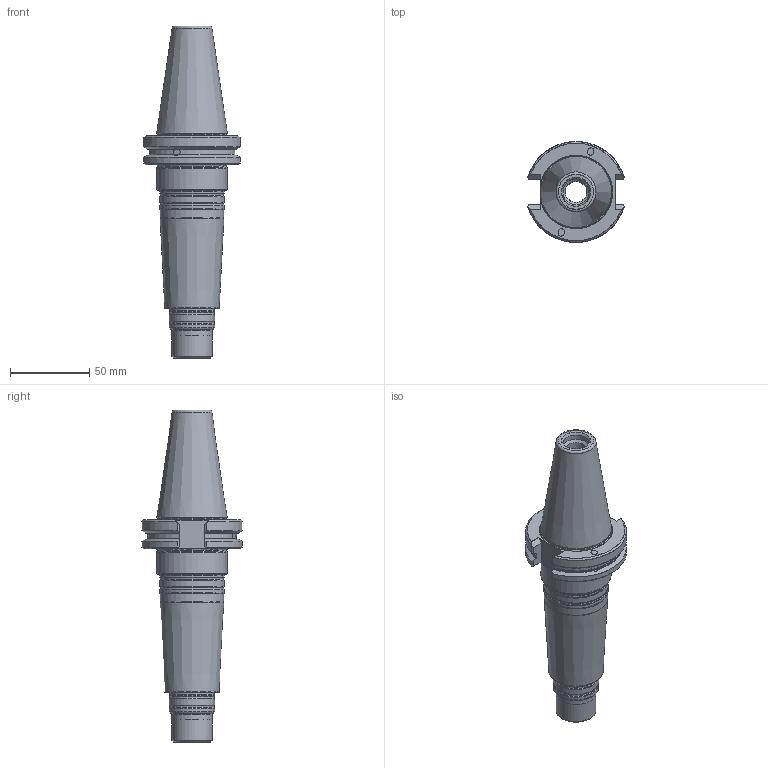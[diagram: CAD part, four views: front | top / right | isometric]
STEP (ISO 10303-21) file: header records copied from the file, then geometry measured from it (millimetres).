
FILE_DESCRIPTION(/* description */ (''),/* implementation_level */ '2;1');
FILE_NAME(/* name */ '434012076.stp',/* time_stamp */ '2021-01-08T12:39:00',/* author */ ('LRA'),/* organization */ ('REGO-FIX'),/* preprocessor_version */ ' Unknown',/* originating_system */ 'SIEMENS PLM Software Solid Edge ST10',/* authorization */ 'Unknown');
FILE_SCHEMA (('AUTOMOTIVE_DESIGN { 1 0 10303 214 2 1 1}'));
Length unit declared in the file: millimetre
Products named in the file (1): NOCUT
Bounding box: 61.04 x 63.58 x 209.55 mm (x, y, z)
Volume: 421861.2 mm3; surface area: 79076.5 mm2
Topology: 2 solids, 2 shells, 243 faces, 626 edges, 393 vertices
Faces by surface type: plane 74, cone 72, cylinder 61, torus 36
Full cylindrical faces by diameter (mm): 3.242 x6, 3.9 x2, 12 x2, 13.5 x1, 13.53 x1, 16.2 x1, 16.5 x1, 25 x2, 25.3 x1, 28.5 x3, 28.8 x3, 40 x1, 40.3 x1, 40.5 x3, 40.8 x3, 43.85 x2, 44.45 x1, 44.75 x1
Entity records: 8499 total; most frequent: CARTESIAN_POINT 1525, DIRECTION 1082, ORIENTED_EDGE 962, EDGE_CURVE 481, AXIS2_PLACEMENT_3D 462, FACE_BOUND 380, EDGE_LOOP 376, VERTEX_POINT 367
